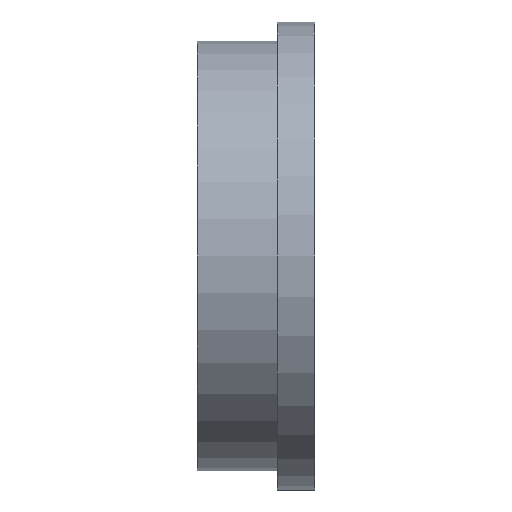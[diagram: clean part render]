
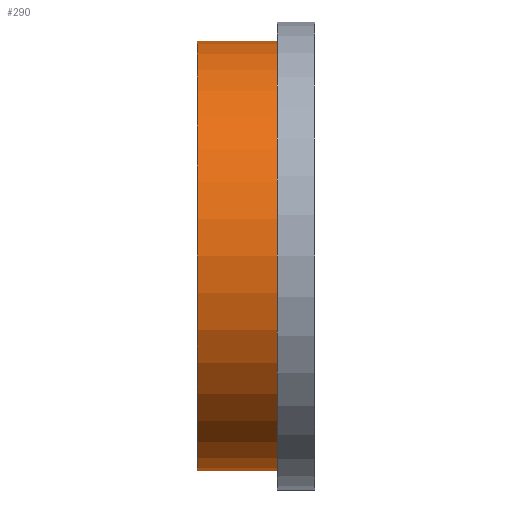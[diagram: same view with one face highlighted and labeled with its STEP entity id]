
A CAD part, left-side view. The second image highlights one B-rep face of the part: STEP entity #290.
In plain terms, the highlighted cylindrical face has radius 70 mm (diameter 140 mm), a partial arc.
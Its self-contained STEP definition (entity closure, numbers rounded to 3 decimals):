
#73 = VERTEX_POINT ( 'NONE', #1053 ) ;
#106 = EDGE_CURVE ( 'NONE', #1093, #1044, #652, .T. ) ;
#134 = ORIENTED_EDGE ( 'NONE', *, *, #106, .F. ) ;
#135 = ORIENTED_EDGE ( 'NONE', *, *, #1166, .F. ) ;
#136 = ORIENTED_EDGE ( 'NONE', *, *, #473, .T. ) ;
#137 = ORIENTED_EDGE ( 'NONE', *, *, #1160, .T. ) ;
#290 = ADVANCED_FACE ( 'NONE', ( #720 ), #722, .T. ) ;
#473 = EDGE_CURVE ( 'NONE', #1083, #73, #789, .T. ) ;
#493 = CARTESIAN_POINT ( 'NONE',  ( 0., 12.1, 70. ) ) ;
#512 = CARTESIAN_POINT ( 'NONE',  ( 0., 38.1, 0. ) ) ;
#529 = DIRECTION ( 'NONE',  ( 0., 0., -1. ) ) ;
#534 = DIRECTION ( 'NONE',  ( 0., -1., 0. ) ) ;
#580 = AXIS2_PLACEMENT_3D ( 'NONE', #512, #534, #529 ) ;
#621 = AXIS2_PLACEMENT_3D ( 'NONE', #972, #937, #984 ) ;
#627 = AXIS2_PLACEMENT_3D ( 'NONE', #1151, #1127, #1130 ) ;
#652 = LINE ( 'NONE', #1046, #653 ) ;
#653 = VECTOR ( 'NONE', #1023, 1000. ) ;
#720 = FACE_OUTER_BOUND ( 'NONE', #903, .T. ) ;
#722 = CYLINDRICAL_SURFACE ( 'NONE', #580, 70. ) ;
#789 = LINE ( 'NONE', #889, #794 ) ;
#794 = VECTOR ( 'NONE', #871, 1000. ) ;
#819 = CIRCLE ( 'NONE', #621, 70. ) ;
#825 = CIRCLE ( 'NONE', #627, 70. ) ;
#871 = DIRECTION ( 'NONE',  ( 0., -1., 0. ) ) ;
#889 = CARTESIAN_POINT ( 'NONE',  ( 0., 38.1, -70. ) ) ;
#903 = EDGE_LOOP ( 'NONE', ( #134, #135, #136, #137 ) ) ;
#933 = CARTESIAN_POINT ( 'NONE',  ( 0., 38.1, -70. ) ) ;
#937 = DIRECTION ( 'NONE',  ( 0., 1., 0. ) ) ;
#941 = CARTESIAN_POINT ( 'NONE',  ( 0., 38.1, 70. ) ) ;
#972 = CARTESIAN_POINT ( 'NONE',  ( 0., 12.1, 0. ) ) ;
#984 = DIRECTION ( 'NONE',  ( 0., 0., 1. ) ) ;
#1023 = DIRECTION ( 'NONE',  ( 0., -1., 0. ) ) ;
#1044 = VERTEX_POINT ( 'NONE', #493 ) ;
#1046 = CARTESIAN_POINT ( 'NONE',  ( 0., 38.1, 70. ) ) ;
#1053 = CARTESIAN_POINT ( 'NONE',  ( 0., 12.1, -70. ) ) ;
#1083 = VERTEX_POINT ( 'NONE', #933 ) ;
#1093 = VERTEX_POINT ( 'NONE', #941 ) ;
#1127 = DIRECTION ( 'NONE',  ( 0., 1., 0. ) ) ;
#1130 = DIRECTION ( 'NONE',  ( 0., 0., 1. ) ) ;
#1151 = CARTESIAN_POINT ( 'NONE',  ( 0., 38.1, 0. ) ) ;
#1160 = EDGE_CURVE ( 'NONE', #73, #1044, #819, .T. ) ;
#1166 = EDGE_CURVE ( 'NONE', #1083, #1093, #825, .T. ) ;
